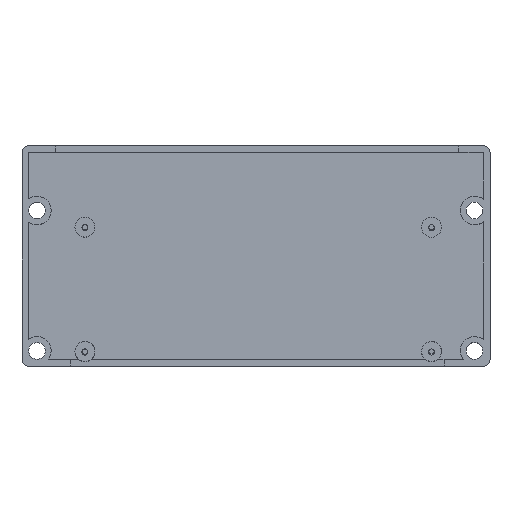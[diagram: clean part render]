
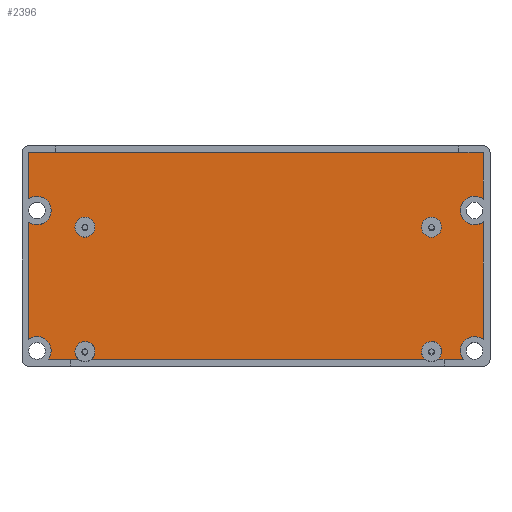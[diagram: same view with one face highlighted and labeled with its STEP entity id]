
A CAD part, top view. The second image highlights one B-rep face of the part: STEP entity #2396.
In plain terms, the highlighted planar face has unit normal (0, 0, 1).
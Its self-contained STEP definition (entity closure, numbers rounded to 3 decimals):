
#19=FACE_BOUND('',#325,.T.);
#20=FACE_BOUND('',#326,.T.);
#61=PLANE('',#2595);
#189=FACE_OUTER_BOUND('',#324,.T.);
#324=EDGE_LOOP('',(#2087,#2088,#2089,#2090,#2091,#2092,#2093,#2094,#2095,
#2096,#2097,#2098,#2099,#2100,#2101,#2102));
#325=EDGE_LOOP('',(#2103));
#326=EDGE_LOOP('',(#2104));
#546=CIRCLE('',#2563,3.);
#548=CIRCLE('',#2565,3.);
#550=CIRCLE('',#2569,3.);
#553=CIRCLE('',#2575,3.);
#554=CIRCLE('',#2576,3.);
#556=CIRCLE('',#2580,3.);
#557=CIRCLE('',#2596,4.25);
#558=CIRCLE('',#2597,4.25);
#559=CIRCLE('',#2598,4.25);
#560=CIRCLE('',#2599,4.25);
#647=LINE('',#5092,#794);
#650=LINE('',#5100,#797);
#687=LINE('',#8188,#834);
#690=LINE('',#8196,#837);
#692=LINE('',#8203,#839);
#693=LINE('',#8206,#840);
#694=LINE('',#8210,#841);
#695=LINE('',#8211,#842);
#794=VECTOR('',#2931,10.);
#797=VECTOR('',#2936,10.);
#834=VECTOR('',#3077,10.);
#837=VECTOR('',#3082,10.);
#839=VECTOR('',#3088,10.);
#840=VECTOR('',#3091,10.);
#841=VECTOR('',#3096,10.);
#842=VECTOR('',#3097,10.);
#1040=VERTEX_POINT('',#5085);
#1043=VERTEX_POINT('',#5090);
#1046=VERTEX_POINT('',#5097);
#1047=VERTEX_POINT('',#5099);
#1068=VERTEX_POINT('',#5318);
#1070=VERTEX_POINT('',#5323);
#1072=VERTEX_POINT('',#5482);
#1077=VERTEX_POINT('',#5650);
#1078=VERTEX_POINT('',#5652);
#1080=VERTEX_POINT('',#5812);
#1082=VERTEX_POINT('',#8186);
#1085=VERTEX_POINT('',#8193);
#1086=VERTEX_POINT('',#8195);
#1087=VERTEX_POINT('',#8199);
#1088=VERTEX_POINT('',#8200);
#1089=VERTEX_POINT('',#8202);
#1090=VERTEX_POINT('',#8204);
#1091=VERTEX_POINT('',#8208);
#1339=EDGE_CURVE('',#1043,#1040,#647,.T.);
#1342=EDGE_CURVE('',#1046,#1047,#650,.T.);
#1378=EDGE_CURVE('',#1043,#1068,#546,.T.);
#1381=EDGE_CURVE('',#1068,#1070,#548,.T.);
#1386=EDGE_CURVE('',#1072,#1072,#550,.T.);
#1396=EDGE_CURVE('',#1078,#1077,#553,.T.);
#1398=EDGE_CURVE('',#1077,#1040,#554,.T.);
#1403=EDGE_CURVE('',#1080,#1080,#556,.T.);
#1430=EDGE_CURVE('',#1082,#1046,#687,.T.);
#1433=EDGE_CURVE('',#1085,#1086,#690,.T.);
#1435=EDGE_CURVE('',#1087,#1088,#557,.T.);
#1436=EDGE_CURVE('',#1089,#1088,#692,.T.);
#1437=EDGE_CURVE('',#1089,#1090,#558,.T.);
#1438=EDGE_CURVE('',#1047,#1090,#693,.T.);
#1439=EDGE_CURVE('',#1082,#1086,#559,.T.);
#1440=EDGE_CURVE('',#1085,#1091,#560,.T.);
#1441=EDGE_CURVE('',#1078,#1091,#694,.T.);
#1442=EDGE_CURVE('',#1087,#1070,#695,.T.);
#2087=ORIENTED_EDGE('',*,*,#1435,.T.);
#2088=ORIENTED_EDGE('',*,*,#1436,.F.);
#2089=ORIENTED_EDGE('',*,*,#1437,.T.);
#2090=ORIENTED_EDGE('',*,*,#1438,.F.);
#2091=ORIENTED_EDGE('',*,*,#1342,.F.);
#2092=ORIENTED_EDGE('',*,*,#1430,.F.);
#2093=ORIENTED_EDGE('',*,*,#1439,.T.);
#2094=ORIENTED_EDGE('',*,*,#1433,.F.);
#2095=ORIENTED_EDGE('',*,*,#1440,.T.);
#2096=ORIENTED_EDGE('',*,*,#1441,.F.);
#2097=ORIENTED_EDGE('',*,*,#1396,.T.);
#2098=ORIENTED_EDGE('',*,*,#1398,.T.);
#2099=ORIENTED_EDGE('',*,*,#1339,.F.);
#2100=ORIENTED_EDGE('',*,*,#1378,.T.);
#2101=ORIENTED_EDGE('',*,*,#1381,.T.);
#2102=ORIENTED_EDGE('',*,*,#1442,.F.);
#2103=ORIENTED_EDGE('',*,*,#1403,.T.);
#2104=ORIENTED_EDGE('',*,*,#1386,.T.);
#2396=ADVANCED_FACE('',(#189,#19,#20),#61,.T.);
#2563=AXIS2_PLACEMENT_3D('',#5320,#3004,#3005);
#2565=AXIS2_PLACEMENT_3D('',#5325,#3009,#3010);
#2569=AXIS2_PLACEMENT_3D('',#5484,#3018,#3019);
#2575=AXIS2_PLACEMENT_3D('',#5653,#3035,#3036);
#2576=AXIS2_PLACEMENT_3D('',#5655,#3038,#3039);
#2580=AXIS2_PLACEMENT_3D('',#5814,#3047,#3048);
#2595=AXIS2_PLACEMENT_3D('',#8198,#3084,#3085);
#2596=AXIS2_PLACEMENT_3D('',#8201,#3086,#3087);
#2597=AXIS2_PLACEMENT_3D('',#8205,#3089,#3090);
#2598=AXIS2_PLACEMENT_3D('',#8207,#3092,#3093);
#2599=AXIS2_PLACEMENT_3D('',#8209,#3094,#3095);
#2931=DIRECTION('',(-1.,0.,0.));
#2936=DIRECTION('',(1.,0.,0.));
#3004=DIRECTION('center_axis',(0.,0.,
-1.));
#3005=DIRECTION('ref_axis',(1.,0.,0.));
#3009=DIRECTION('center_axis',(0.,0.,
-1.));
#3010=DIRECTION('ref_axis',(1.,0.,0.));
#3018=DIRECTION('center_axis',(0.,0.,
-1.));
#3019=DIRECTION('ref_axis',(1.,0.,0.));
#3035=DIRECTION('center_axis',(0.,0.,
-1.));
#3036=DIRECTION('ref_axis',(1.,0.,0.));
#3038=DIRECTION('center_axis',(0.,0.,
-1.));
#3039=DIRECTION('ref_axis',(1.,0.,0.));
#3047=DIRECTION('center_axis',(0.,0.,
-1.));
#3048=DIRECTION('ref_axis',(1.,0.,0.));
#3077=DIRECTION('',(0.,1.,0.));
#3082=DIRECTION('',(0.,1.,0.));
#3084=DIRECTION('center_axis',(0.,0.,
1.));
#3085=DIRECTION('ref_axis',(1.,0.,0.));
#3086=DIRECTION('center_axis',(0.,0.,
-1.));
#3087=DIRECTION('ref_axis',(1.,0.,0.));
#3088=DIRECTION('',(0.,-1.,0.));
#3089=DIRECTION('center_axis',(0.,0.,
-1.));
#3090=DIRECTION('ref_axis',(1.,0.,0.));
#3091=DIRECTION('',(0.,-1.,0.));
#3092=DIRECTION('center_axis',(0.,0.,
-1.));
#3093=DIRECTION('ref_axis',(1.,0.,0.));
#3094=DIRECTION('center_axis',(0.,0.,
-1.));
#3095=DIRECTION('ref_axis',(1.,0.,0.));
#3096=DIRECTION('',(-1.,0.,0.));
#3097=DIRECTION('',(-1.,0.,0.));
#5085=CARTESIAN_POINT('',(-49.439,-42.098,9.34));
#5090=CARTESIAN_POINT('',(50.655,-42.098,9.34));
#5092=CARTESIAN_POINT('',(-35.076,-42.098,9.34));
#5097=CARTESIAN_POINT('',(-68.101,19.866,9.34));
#5099=CARTESIAN_POINT('',(68.,19.866,9.34));
#5100=CARTESIAN_POINT('',(34.975,19.866,9.34));
#5318=CARTESIAN_POINT('',(49.49,-39.724,9.34));
#5320=CARTESIAN_POINT('Origin',(52.49,-39.724,9.34));
#5323=CARTESIAN_POINT('',(54.324,-42.098,9.34));
#5325=CARTESIAN_POINT('Origin',(52.49,-39.724,9.34));
#5482=CARTESIAN_POINT('',(-54.265,-2.472,9.34));
#5484=CARTESIAN_POINT('Origin',(-51.265,-2.472,9.34));
#5650=CARTESIAN_POINT('',(-54.258,-39.713,9.34));
#5652=CARTESIAN_POINT('',(-53.078,-42.098,9.34));
#5653=CARTESIAN_POINT('Origin',(-51.258,-39.713,9.34));
#5655=CARTESIAN_POINT('Origin',(-51.258,-39.713,9.34));
#5812=CARTESIAN_POINT('',(49.483,-2.482,9.34));
#5814=CARTESIAN_POINT('Origin',(52.483,-2.482,9.34));
#8186=CARTESIAN_POINT('',(-68.101,5.954,9.34));
#8188=CARTESIAN_POINT('',(-68.101,5.375,9.34));
#8193=CARTESIAN_POINT('',(-68.101,-36.046,9.34));
#8195=CARTESIAN_POINT('',(-68.101,-0.954,9.34));
#8196=CARTESIAN_POINT('',(-68.101,5.375,9.34));
#8198=CARTESIAN_POINT('Origin',(-0.051,-11.116,9.34));
#8199=CARTESIAN_POINT('',(62.011,-42.098,9.34));
#8200=CARTESIAN_POINT('',(68.,-36.158,9.34));
#8201=CARTESIAN_POINT('Origin',(65.375,-39.5,9.34));
#8202=CARTESIAN_POINT('',(68.,-0.842,9.34));
#8203=CARTESIAN_POINT('',(68.,-27.607,9.34));
#8204=CARTESIAN_POINT('',(68.,5.842,9.34));
#8205=CARTESIAN_POINT('Origin',(65.375,2.5,9.34));
#8206=CARTESIAN_POINT('',(68.,-27.607,9.34));
#8207=CARTESIAN_POINT('Origin',(-65.625,2.5,9.34));
#8208=CARTESIAN_POINT('',(-62.261,-42.098,9.34));
#8209=CARTESIAN_POINT('Origin',(-65.625,-39.5,9.34));
#8210=CARTESIAN_POINT('',(-35.076,-42.098,9.34));
#8211=CARTESIAN_POINT('',(-35.076,-42.098,9.34));
